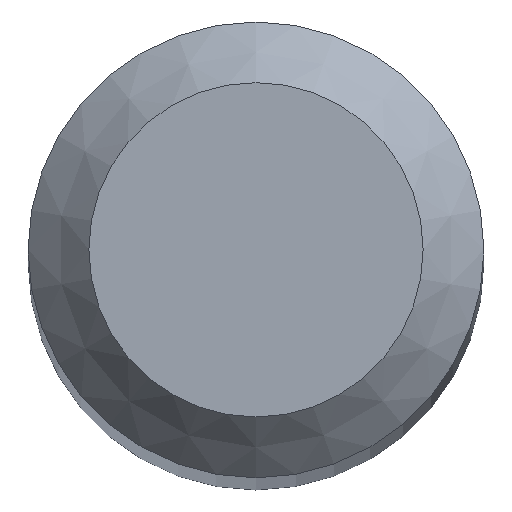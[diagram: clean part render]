
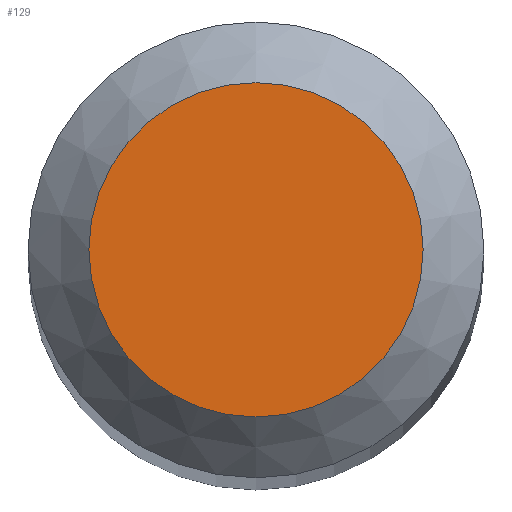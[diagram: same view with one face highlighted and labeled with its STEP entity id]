
A CAD part, top view. The second image highlights one B-rep face of the part: STEP entity #129.
In plain terms, the highlighted planar face has unit normal (0, 0, 1).
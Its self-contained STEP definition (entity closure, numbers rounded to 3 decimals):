
#18 = DIRECTION ( 'NONE',  ( 0., 0., -1. ) ) ;
#25 = DIRECTION ( 'NONE',  ( 0., 1., 0. ) ) ;
#28 = PLANE ( 'NONE',  #185 ) ;
#37 = ORIENTED_EDGE ( 'NONE', *, *, #165, .F. ) ;
#46 = CARTESIAN_POINT ( 'NONE',  ( 0., 0., 30. ) ) ;
#47 = FACE_OUTER_BOUND ( 'NONE', #206, .T. ) ;
#107 = AXIS2_PLACEMENT_3D ( 'NONE', #46, #192, #25 ) ;
#119 = CARTESIAN_POINT ( 'NONE',  ( 0., 0.55, 30. ) ) ;
#121 = VERTEX_POINT ( 'NONE', #119 ) ;
#129 = ADVANCED_FACE ( 'NONE', ( #47 ), #28, .F. ) ;
#165 = EDGE_CURVE ( 'NONE', #121, #121, #172, .T. ) ;
#172 = CIRCLE ( 'NONE', #107, 0.55 ) ;
#177 = CARTESIAN_POINT ( 'NONE',  ( 0., 0., 30. ) ) ;
#185 = AXIS2_PLACEMENT_3D ( 'NONE', #177, #18, #196 ) ;
#192 = DIRECTION ( 'NONE',  ( 0., 0., -1. ) ) ;
#196 = DIRECTION ( 'NONE',  ( 0., 1., 0. ) ) ;
#206 = EDGE_LOOP ( 'NONE', ( #37 ) ) ;
